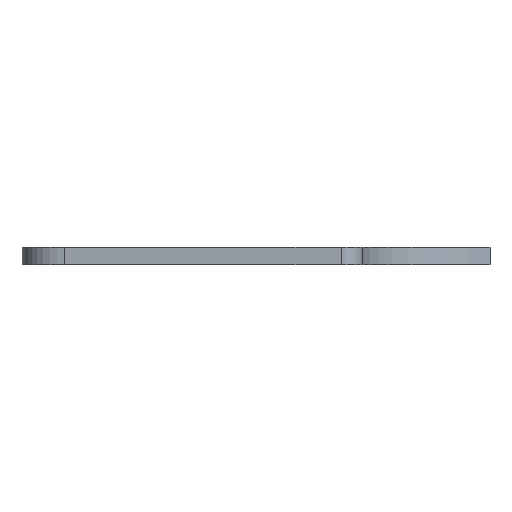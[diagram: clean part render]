
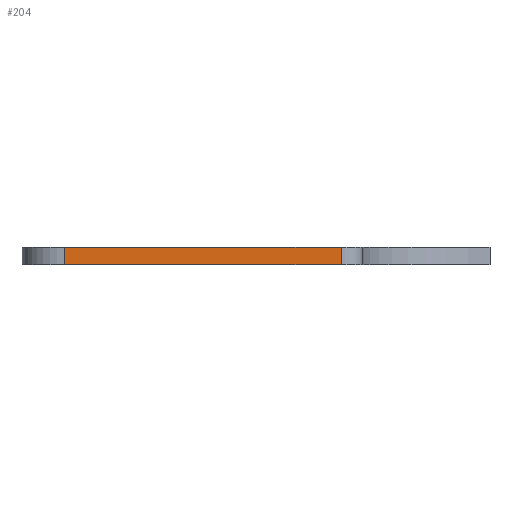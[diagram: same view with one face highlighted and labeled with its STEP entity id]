
A CAD part, left-side view. The second image highlights one B-rep face of the part: STEP entity #204.
In plain terms, the highlighted planar face has unit normal (-1, 0, 0).
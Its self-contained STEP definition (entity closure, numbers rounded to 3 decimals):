
#114=FACE_OUTER_BOUND('',#961,.T.);
#204=ADVANCED_FACE('',(#114),#298,.F.);
#298=PLANE('',#2096);
#400=LINE('',#2716,#654);
#488=LINE('',#2914,#742);
#548=LINE('',#3041,#802);
#549=LINE('',#3042,#803);
#654=VECTOR('',#2217,1.);
#742=VECTOR('',#2327,1.);
#802=VECTOR('',#2399,1.);
#803=VECTOR('',#2400,1.);
#961=EDGE_LOOP('',(#1244,#1245,#1246,#1247));
#1244=ORIENTED_EDGE('',*,*,#1906,.T.);
#1245=ORIENTED_EDGE('',*,*,#1970,.T.);
#1246=ORIENTED_EDGE('',*,*,#1808,.F.);
#1247=ORIENTED_EDGE('',*,*,#1971,.T.);
#1624=VERTEX_POINT('',#2717);
#1625=VERTEX_POINT('',#2718);
#1722=VERTEX_POINT('',#2913);
#1723=VERTEX_POINT('',#2915);
#1808=EDGE_CURVE('',#1624,#1625,#400,.T.);
#1906=EDGE_CURVE('',#1723,#1722,#488,.T.);
#1970=EDGE_CURVE('',#1722,#1625,#548,.T.);
#1971=EDGE_CURVE('',#1624,#1723,#549,.T.);
#2096=AXIS2_PLACEMENT_3D('',#3043,#2401,#2402);
#2217=DIRECTION('',(0.,-1.,0.));
#2327=DIRECTION('',(0.,-1.,0.));
#2399=DIRECTION('',(0.,0.,1.));
#2400=DIRECTION('',(0.,0.,-1.));
#2401=DIRECTION('',(1.,0.,0.));
#2402=DIRECTION('',(0.,1.,0.));
#2716=CARTESIAN_POINT('',(-50.,106.,4.));
#2717=CARTESIAN_POINT('',(-50.,96.,4.));
#2718=CARTESIAN_POINT('',(-50.,31.,4.));
#2913=CARTESIAN_POINT('',(-50.,31.,0.));
#2914=CARTESIAN_POINT('',(-50.,106.,0.));
#2915=CARTESIAN_POINT('',(-50.,96.,0.));
#3041=CARTESIAN_POINT('',(-50.,31.,4.));
#3042=CARTESIAN_POINT('',(-50.,96.,4.));
#3043=CARTESIAN_POINT('',(-50.,106.,4.));
